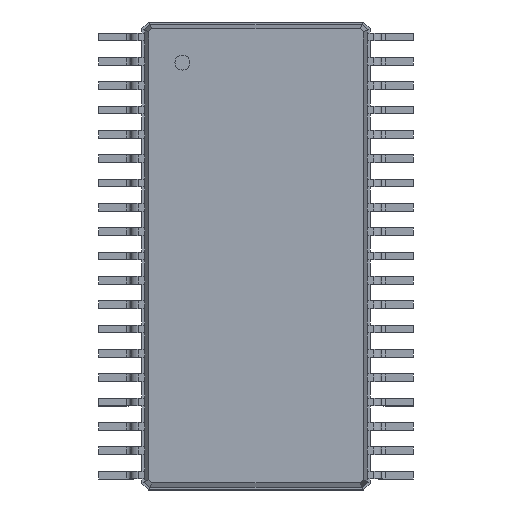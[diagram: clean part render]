
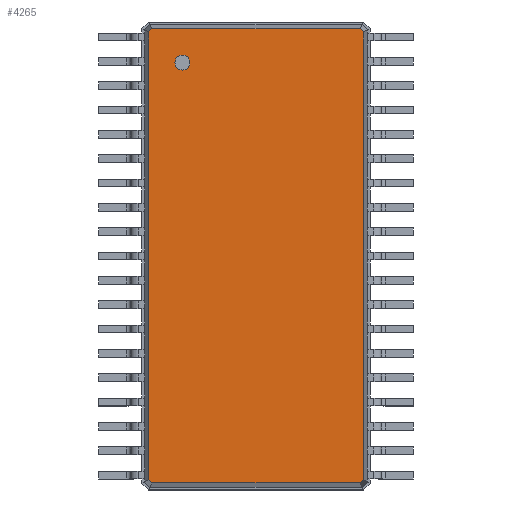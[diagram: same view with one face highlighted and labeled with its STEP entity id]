
A CAD part, top view. The second image highlights one B-rep face of the part: STEP entity #4265.
In plain terms, the highlighted planar face has unit normal (0, 0, 1).
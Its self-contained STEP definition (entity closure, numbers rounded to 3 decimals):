
#13=DIRECTION('',(0.,0.,1.));
#27=VECTOR('',#28,1.);
#28=DIRECTION('',(0.,-1.,0.));
#36=DIRECTION('',(0.,1.,0.));
#58=VECTOR('',#59,1.);
#59=DIRECTION('',(1.,0.,0.));
#130=VECTOR('',#131,1.);
#131=DIRECTION('',(-1.,0.,0.));
#509=VECTOR('',#510,1.);
#510=DIRECTION('',(0.707,-0.707,0.));
#516=VECTOR('',#517,1.);
#517=DIRECTION('',(-0.707,-0.707,0.));
#528=VECTOR('',#529,1.);
#529=DIRECTION('',(-0.707,0.707,0.));
#535=VECTOR('',#36,1.);
#539=VECTOR('',#540,1.);
#540=DIRECTION('',(0.707,0.707,0.));
#1453=VERTEX_POINT('',#1454);
#1454=CARTESIAN_POINT('',(2.864,-5.982,1.6));
#1456=ORIENTED_EDGE('',*,*,#1457,.F.);
#1457=EDGE_CURVE('',#1458,#1453,#1460,.T.);
#1458=VERTEX_POINT('',#1459);
#1459=CARTESIAN_POINT('',(2.864,5.982,1.6));
#1460=LINE('',#1459,#27);
#4256=ORIENTED_EDGE('',*,*,#4257,.F.);
#4257=EDGE_CURVE('',#4258,#1458,#4260,.T.);
#4258=VERTEX_POINT('',#4259);
#4259=CARTESIAN_POINT('',(2.782,6.064,1.6));
#4260=LINE('',#4259,#509);
#4265=ADVANCED_FACE('',(#4266,#4296),#4305,.T.);
#4266=FACE_BOUND('',#4267,.T.);
#4267=EDGE_LOOP('',(#4268,#4273,#4278,#4283,#4288,#4293,#1456,#4256));
#4268=ORIENTED_EDGE('',*,*,#4269,.F.);
#4269=EDGE_CURVE('',#4270,#4258,#4272,.T.);
#4270=VERTEX_POINT('',#4271);
#4271=CARTESIAN_POINT('',(-2.782,6.064,1.6));
#4272=LINE('',#4271,#58);
#4273=ORIENTED_EDGE('',*,*,#4274,.F.);
#4274=EDGE_CURVE('',#4275,#4270,#4277,.T.);
#4275=VERTEX_POINT('',#4276);
#4276=CARTESIAN_POINT('',(-2.864,5.982,1.6));
#4277=LINE('',#4276,#539);
#4278=ORIENTED_EDGE('',*,*,#4279,.F.);
#4279=EDGE_CURVE('',#4280,#4275,#4282,.T.);
#4280=VERTEX_POINT('',#4281);
#4281=CARTESIAN_POINT('',(-2.864,-5.982,1.6));
#4282=LINE('',#4281,#535);
#4283=ORIENTED_EDGE('',*,*,#4284,.F.);
#4284=EDGE_CURVE('',#4285,#4280,#4287,.T.);
#4285=VERTEX_POINT('',#4286);
#4286=CARTESIAN_POINT('',(-2.782,-6.064,1.6));
#4287=LINE('',#4286,#528);
#4288=ORIENTED_EDGE('',*,*,#4289,.F.);
#4289=EDGE_CURVE('',#4290,#4285,#4292,.T.);
#4290=VERTEX_POINT('',#4291);
#4291=CARTESIAN_POINT('',(2.782,-6.064,1.6));
#4292=LINE('',#4291,#130);
#4293=ORIENTED_EDGE('',*,*,#4294,.F.);
#4294=EDGE_CURVE('',#1453,#4290,#4295,.T.);
#4295=LINE('',#1454,#516);
#4296=FACE_BOUND('',#4297,.T.);
#4297=EDGE_LOOP('',(#4298));
#4298=ORIENTED_EDGE('',*,*,#4299,.F.);
#4299=EDGE_CURVE('',#4300,#4300,#4302,.T.);
#4300=VERTEX_POINT('',#4301);
#4301=CARTESIAN_POINT('',(-1.964,4.964,1.6));
#4302=CIRCLE('',#4303,0.2);
#4303=AXIS2_PLACEMENT_3D('',#4304,#13,#28);
#4304=CARTESIAN_POINT('',(-1.964,5.164,1.6));
#4305=PLANE('',#4306);
#4306=AXIS2_PLACEMENT_3D('',#4271,#13,#4307);
#4307=DIRECTION('',(0.417,-0.909,0.));
